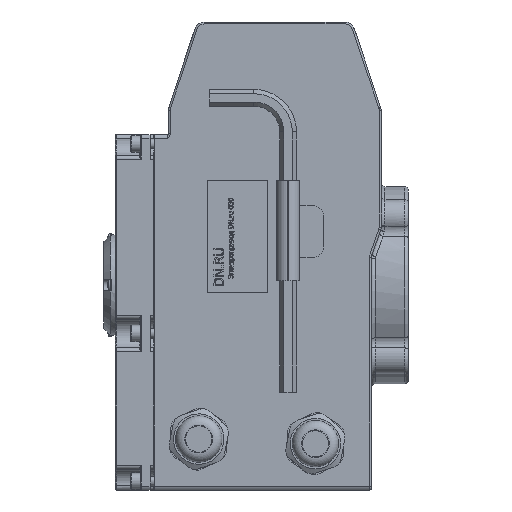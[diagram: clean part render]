
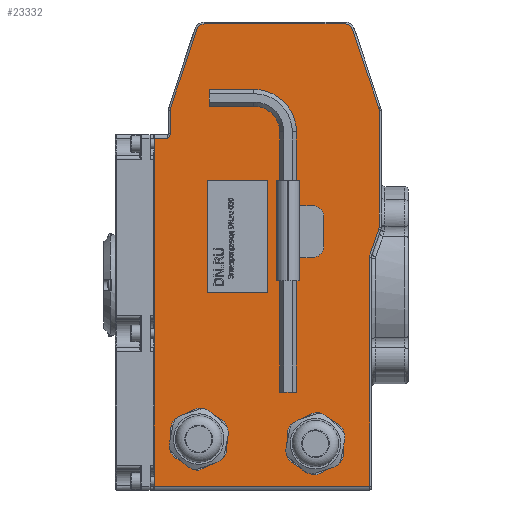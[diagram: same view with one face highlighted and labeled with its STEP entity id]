
A CAD part, left-side view. The second image highlights one B-rep face of the part: STEP entity #23332.
In plain terms, the highlighted planar face has unit normal (-1, 0, 0).
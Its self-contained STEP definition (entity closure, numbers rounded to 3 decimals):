
#232=FACE_BOUND('',#3248,.T.);
#591=B_SPLINE_CURVE_WITH_KNOTS('',3,(#33007,#33008,#33009,#33010,#33011,
#33012,#33013,#33014),.UNSPECIFIED.,.F.,.F.,(4,2,1,1,4),(-0.001,
0.,0.113,0.169,0.282),.UNSPECIFIED.);
#1165=PLANE('',#24923);
#1915=FACE_OUTER_BOUND('',#3247,.T.);
#3247=EDGE_LOOP('',(#15071,#15072,#15073,#15074,#15075,#15076,#15077,#15078,
#15079,#15080,#15081,#15082,#15083,#15084,#15085,#15086,#15087));
#3248=EDGE_LOOP('',(#15088,#15089,#15090,#15091));
#4656=LINE('',#33020,#6501);
#4658=LINE('',#33032,#6503);
#4660=LINE('',#33044,#6505);
#4662=LINE('',#33056,#6507);
#4664=LINE('',#33068,#6509);
#4666=LINE('',#33080,#6511);
#4668=LINE('',#33092,#6513);
#4688=LINE('',#33194,#6533);
#4689=LINE('',#33198,#6534);
#4690=LINE('',#33199,#6535);
#4691=LINE('',#33202,#6536);
#4692=LINE('',#33204,#6537);
#4693=LINE('',#33206,#6538);
#4694=LINE('',#33207,#6539);
#6501=VECTOR('',#27006,10.);
#6503=VECTOR('',#27020,10.);
#6505=VECTOR('',#27034,10.);
#6507=VECTOR('',#27048,10.);
#6509=VECTOR('',#27062,10.);
#6511=VECTOR('',#27076,10.);
#6513=VECTOR('',#27090,10.);
#6533=VECTOR('',#27158,10.);
#6534=VECTOR('',#27163,10.);
#6535=VECTOR('',#27164,10.);
#6536=VECTOR('',#27165,10.);
#6537=VECTOR('',#27166,10.);
#6538=VECTOR('',#27167,10.);
#6539=VECTOR('',#27168,10.);
#8338=CIRCLE('',#24865,4.);
#8342=CIRCLE('',#24871,4.);
#8346=CIRCLE('',#24877,4.);
#8350=CIRCLE('',#24883,4.);
#8354=CIRCLE('',#24889,4.);
#8358=CIRCLE('',#24895,6.);
#9289=VERTEX_POINT('',#32995);
#9291=VERTEX_POINT('',#32998);
#9292=VERTEX_POINT('',#33016);
#9294=VERTEX_POINT('',#33022);
#9296=VERTEX_POINT('',#33028);
#9298=VERTEX_POINT('',#33034);
#9300=VERTEX_POINT('',#33040);
#9302=VERTEX_POINT('',#33046);
#9304=VERTEX_POINT('',#33052);
#9306=VERTEX_POINT('',#33058);
#9308=VERTEX_POINT('',#33064);
#9310=VERTEX_POINT('',#33070);
#9312=VERTEX_POINT('',#33076);
#9314=VERTEX_POINT('',#33082);
#9316=VERTEX_POINT('',#33088);
#9341=VERTEX_POINT('',#33193);
#9342=VERTEX_POINT('',#33197);
#9343=VERTEX_POINT('',#33200);
#9344=VERTEX_POINT('',#33201);
#9345=VERTEX_POINT('',#33203);
#9346=VERTEX_POINT('',#33205);
#11504=EDGE_CURVE('',#9291,#9289,#591,.T.);
#11507=EDGE_CURVE('',#9289,#9292,#4656,.T.);
#11510=EDGE_CURVE('',#9292,#9294,#8338,.T.);
#11513=EDGE_CURVE('',#9294,#9296,#4658,.T.);
#11516=EDGE_CURVE('',#9296,#9298,#8342,.T.);
#11519=EDGE_CURVE('',#9298,#9300,#4660,.T.);
#11522=EDGE_CURVE('',#9300,#9302,#8346,.T.);
#11525=EDGE_CURVE('',#9302,#9304,#4662,.T.);
#11528=EDGE_CURVE('',#9304,#9306,#8350,.T.);
#11531=EDGE_CURVE('',#9306,#9308,#4664,.T.);
#11534=EDGE_CURVE('',#9308,#9310,#8354,.T.);
#11537=EDGE_CURVE('',#9310,#9312,#4666,.T.);
#11540=EDGE_CURVE('',#9312,#9314,#8358,.T.);
#11543=EDGE_CURVE('',#9314,#9316,#4668,.T.);
#11579=EDGE_CURVE('',#9316,#9341,#4688,.T.);
#11581=EDGE_CURVE('',#9342,#9291,#4689,.T.);
#11582=EDGE_CURVE('',#9341,#9342,#4690,.T.);
#11583=EDGE_CURVE('',#9343,#9344,#4691,.T.);
#11584=EDGE_CURVE('',#9344,#9345,#4692,.T.);
#11585=EDGE_CURVE('',#9345,#9346,#4693,.T.);
#11586=EDGE_CURVE('',#9346,#9343,#4694,.T.);
#15071=ORIENTED_EDGE('',*,*,#11543,.F.);
#15072=ORIENTED_EDGE('',*,*,#11540,.F.);
#15073=ORIENTED_EDGE('',*,*,#11537,.F.);
#15074=ORIENTED_EDGE('',*,*,#11534,.F.);
#15075=ORIENTED_EDGE('',*,*,#11531,.F.);
#15076=ORIENTED_EDGE('',*,*,#11528,.F.);
#15077=ORIENTED_EDGE('',*,*,#11525,.F.);
#15078=ORIENTED_EDGE('',*,*,#11522,.F.);
#15079=ORIENTED_EDGE('',*,*,#11519,.F.);
#15080=ORIENTED_EDGE('',*,*,#11516,.F.);
#15081=ORIENTED_EDGE('',*,*,#11513,.F.);
#15082=ORIENTED_EDGE('',*,*,#11510,.F.);
#15083=ORIENTED_EDGE('',*,*,#11507,.F.);
#15084=ORIENTED_EDGE('',*,*,#11504,.F.);
#15085=ORIENTED_EDGE('',*,*,#11581,.F.);
#15086=ORIENTED_EDGE('',*,*,#11582,.F.);
#15087=ORIENTED_EDGE('',*,*,#11579,.F.);
#15088=ORIENTED_EDGE('',*,*,#11583,.T.);
#15089=ORIENTED_EDGE('',*,*,#11584,.T.);
#15090=ORIENTED_EDGE('',*,*,#11585,.T.);
#15091=ORIENTED_EDGE('',*,*,#11586,.T.);
#23332=ADVANCED_FACE('',(#1915,#232),#1165,.F.);
#24865=AXIS2_PLACEMENT_3D('',#33026,#27013,#27014);
#24871=AXIS2_PLACEMENT_3D('',#33038,#27027,#27028);
#24877=AXIS2_PLACEMENT_3D('',#33050,#27041,#27042);
#24883=AXIS2_PLACEMENT_3D('',#33062,#27055,#27056);
#24889=AXIS2_PLACEMENT_3D('',#33074,#27069,#27070);
#24895=AXIS2_PLACEMENT_3D('',#33086,#27083,#27084);
#24923=AXIS2_PLACEMENT_3D('',#33196,#27161,#27162);
#27006=DIRECTION('',(0.,0.,1.));
#27013=DIRECTION('center_axis',(1.,0.,0.));
#27014=DIRECTION('ref_axis',(0.,0.987,0.16));
#27020=DIRECTION('',(0.,-0.316,0.949));
#27027=DIRECTION('center_axis',(1.,0.,0.));
#27028=DIRECTION('ref_axis',(0.,0.585,0.811));
#27034=DIRECTION('',(0.,-1.,0.));
#27041=DIRECTION('center_axis',(1.,0.,0.));
#27042=DIRECTION('ref_axis',(0.,-0.585,0.811));
#27048=DIRECTION('',(0.,-0.316,-0.949));
#27055=DIRECTION('center_axis',(1.,0.,0.));
#27056=DIRECTION('ref_axis',(0.,-0.987,0.16));
#27062=DIRECTION('',(0.,0.,-1.));
#27069=DIRECTION('center_axis',(1.,0.,0.));
#27070=DIRECTION('ref_axis',(0.,-0.986,-0.17));
#27076=DIRECTION('',(0.,0.334,-0.942));
#27083=DIRECTION('center_axis',(-1.,0.,0.));
#27084=DIRECTION('ref_axis',(0.,0.986,0.17));
#27090=DIRECTION('',(0.,0.,-1.));
#27158=DIRECTION('',(0.,1.,0.));
#27161=DIRECTION('center_axis',(1.,0.,0.));
#27162=DIRECTION('ref_axis',(0.,0.,-1.));
#27163=DIRECTION('',(0.,-1.,0.));
#27164=DIRECTION('',(0.,0.,1.));
#27165=DIRECTION('',(0.,1.,0.));
#27166=DIRECTION('',(0.,0.,1.));
#27167=DIRECTION('',(0.,-1.,0.));
#27168=DIRECTION('',(0.,0.,-1.));
#32995=CARTESIAN_POINT('',(0.,54.,63.06));
#32998=CARTESIAN_POINT('',(0.,55.5,60.769));
#33007=CARTESIAN_POINT('Ctrl Pts',(0.,55.5,60.769));
#33008=CARTESIAN_POINT('Ctrl Pts',(0.,55.499,60.77));
#33009=CARTESIAN_POINT('Ctrl Pts',(0.,55.497,60.771));
#33010=CARTESIAN_POINT('Ctrl Pts',(0.,55.204,61.01));
#33011=CARTESIAN_POINT('Ctrl Pts',(0.,54.764,61.374));
#33012=CARTESIAN_POINT('Ctrl Pts',(0.,54.186,62.125));
#33013=CARTESIAN_POINT('Ctrl Pts',(0.,54.,62.683));
#33014=CARTESIAN_POINT('Ctrl Pts',(0.,54.,63.06));
#33016=CARTESIAN_POINT('',(0.,54.,75.089));
#33020=CARTESIAN_POINT('',(0.,54.,7.05));
#33022=CARTESIAN_POINT('',(0.,53.795,76.354));
#33026=CARTESIAN_POINT('Origin',(0.,50.,75.089));
#33028=CARTESIAN_POINT('',(0.,40.191,117.165));
#33032=CARTESIAN_POINT('',(0.,62.686,49.679));
#33034=CARTESIAN_POINT('',(0.,36.396,119.9));
#33038=CARTESIAN_POINT('Origin',(0.,36.396,115.9));
#33040=CARTESIAN_POINT('',(0.,-36.396,119.9));
#33044=CARTESIAN_POINT('',(0.,20.,119.9));
#33046=CARTESIAN_POINT('',(0.,-40.191,117.165));
#33050=CARTESIAN_POINT('Origin',(0.,-36.396,115.9));
#33052=CARTESIAN_POINT('',(0.,-53.795,76.354));
#33056=CARTESIAN_POINT('',(0.,-55.186,72.179));
#33058=CARTESIAN_POINT('',(0.,-54.,75.089));
#33062=CARTESIAN_POINT('Origin',(0.,-50.,75.089));
#33064=CARTESIAN_POINT('',(0.,-54.,14.96));
#33068=CARTESIAN_POINT('',(0.,-54.,37.95));
#33070=CARTESIAN_POINT('',(0.,-53.77,13.623));
#33074=CARTESIAN_POINT('Origin',(0.,-50.,14.96));
#33076=CARTESIAN_POINT('',(0.,-49.345,1.145));
#33080=CARTESIAN_POINT('',(0.,-48.765,-0.491));
#33082=CARTESIAN_POINT('',(0.,-49.,-0.86));
#33086=CARTESIAN_POINT('Origin',(0.,-55.,-0.86));
#33088=CARTESIAN_POINT('',(0.,-49.,-118.9));
#33092=CARTESIAN_POINT('',(0.,-49.,0.));
#33193=CARTESIAN_POINT('',(0.,62.3,-118.9));
#33194=CARTESIAN_POINT('',(0.,-25.,-118.9));
#33196=CARTESIAN_POINT('Origin',(0.,0.,0.));
#33197=CARTESIAN_POINT('',(0.,62.3,60.769));
#33198=CARTESIAN_POINT('',(0.,27.5,60.769));
#33199=CARTESIAN_POINT('',(0.,62.3,-120.9));
#33200=CARTESIAN_POINT('',(0.,3.522,-18.847));
#33201=CARTESIAN_POINT('',(0.,34.889,-18.847));
#33202=CARTESIAN_POINT('',(0.,17.444,-18.847));
#33203=CARTESIAN_POINT('',(0.,34.889,39.262));
#33204=CARTESIAN_POINT('',(0.,34.889,19.631));
#33205=CARTESIAN_POINT('',(0.,3.522,39.262));
#33206=CARTESIAN_POINT('',(0.,1.761,39.262));
#33207=CARTESIAN_POINT('',(0.,3.522,-9.423));
